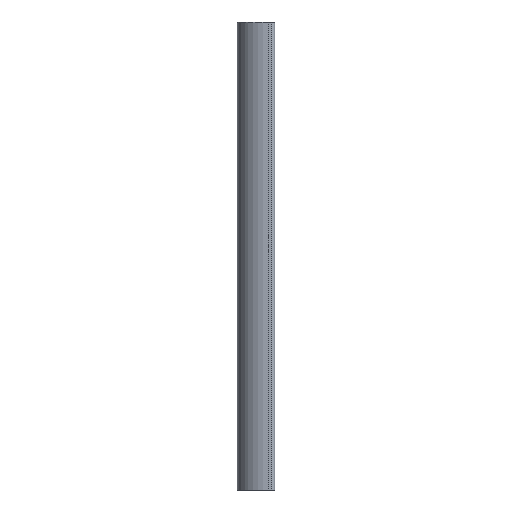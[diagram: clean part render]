
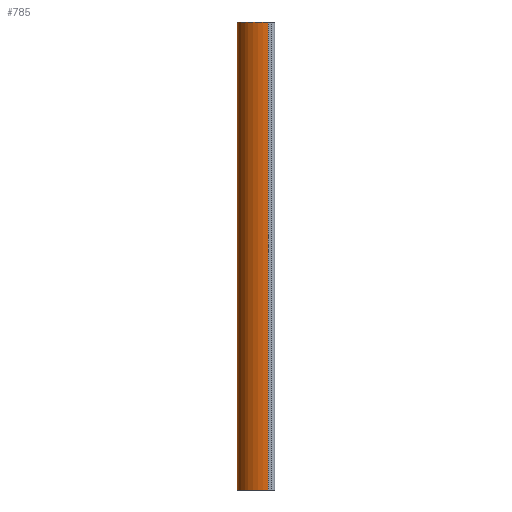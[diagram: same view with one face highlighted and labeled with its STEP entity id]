
A CAD part, left-side view. The second image highlights one B-rep face of the part: STEP entity #785.
In plain terms, the highlighted cylindrical face has radius 33.3 mm (diameter 66.6 mm), a partial arc.
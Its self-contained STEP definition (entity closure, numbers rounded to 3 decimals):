
#97 = VERTEX_POINT ( 'NONE', #1648 ) ;
#125 = VERTEX_POINT ( 'NONE', #1714 ) ;
#126 = EDGE_CURVE ( 'NONE', #97, #125, #1703, .T. ) ;
#180 = EDGE_CURVE ( 'NONE', #528, #677, #1962, .T. ) ;
#528 = VERTEX_POINT ( 'NONE', #2560 ) ;
#677 = VERTEX_POINT ( 'NONE', #2790 ) ;
#783 = EDGE_CURVE ( 'NONE', #125, #677, #2991, .T. ) ;
#784 = ORIENTED_EDGE ( 'NONE', *, *, #783, .F. ) ;
#785 = ADVANCED_FACE ( 'NONE', ( #2931 ), #2935, .T. ) ;
#851 = EDGE_LOOP ( 'NONE', ( #872, #784, #903, #902 ) ) ;
#872 = ORIENTED_EDGE ( 'NONE', *, *, #180, .T. ) ;
#898 = EDGE_CURVE ( 'NONE', #97, #528, #3143, .T. ) ;
#902 = ORIENTED_EDGE ( 'NONE', *, *, #898, .T. ) ;
#903 = ORIENTED_EDGE ( 'NONE', *, *, #126, .F. ) ;
#1648 = CARTESIAN_POINT ( 'NONE',  ( -30533.472, -25231.609, 500. ) ) ;
#1703 = CIRCLE ( 'NONE', #1719, 33.3 ) ;
#1714 = CARTESIAN_POINT ( 'NONE',  ( -30566.772, -25264.909, 500. ) ) ;
#1719 = AXIS2_PLACEMENT_3D ( 'NONE', #1771, #1753, #1752 ) ;
#1752 = DIRECTION ( 'NONE',  ( 1., 0., 0. ) ) ;
#1753 = DIRECTION ( 'NONE',  ( 0., 0., 1. ) ) ;
#1771 = CARTESIAN_POINT ( 'NONE',  ( -30533.472, -25264.909, 500. ) ) ;
#1958 = DIRECTION ( 'NONE',  ( 1., 0., 0. ) ) ;
#1959 = DIRECTION ( 'NONE',  ( 0., 0., 1. ) ) ;
#1960 = CARTESIAN_POINT ( 'NONE',  ( -30533.472, -25264.909, 0. ) ) ;
#1961 = AXIS2_PLACEMENT_3D ( 'NONE', #1960, #1959, #1958 ) ;
#1962 = CIRCLE ( 'NONE', #1961, 33.3 ) ;
#2560 = CARTESIAN_POINT ( 'NONE',  ( -30533.472, -25231.609, 0. ) ) ;
#2790 = CARTESIAN_POINT ( 'NONE',  ( -30566.772, -25264.909, 0. ) ) ;
#2924 = DIRECTION ( 'NONE',  ( 0., 0., -1. ) ) ;
#2925 = DIRECTION ( 'NONE',  ( 0., 0., -1. ) ) ;
#2927 = AXIS2_PLACEMENT_3D ( 'NONE', #2941, #2925, #2962 ) ;
#2931 = FACE_OUTER_BOUND ( 'NONE', #851, .T. ) ;
#2935 = CYLINDRICAL_SURFACE ( 'NONE', #2927, 33.3 ) ;
#2941 = CARTESIAN_POINT ( 'NONE',  ( -30533.472, -25264.909, 500. ) ) ;
#2962 = DIRECTION ( 'NONE',  ( -1., 0., 0. ) ) ;
#2989 = VECTOR ( 'NONE', #2924, 1000. ) ;
#2990 = CARTESIAN_POINT ( 'NONE',  ( -30566.772, -25264.909, 500. ) ) ;
#2991 = LINE ( 'NONE', #2990, #2989 ) ;
#3052 = DIRECTION ( 'NONE',  ( 0., 0., -1. ) ) ;
#3053 = CARTESIAN_POINT ( 'NONE',  ( -30533.472, -25231.609, 500. ) ) ;
#3143 = LINE ( 'NONE', #3053, #3148 ) ;
#3148 = VECTOR ( 'NONE', #3052, 1000. ) ;
